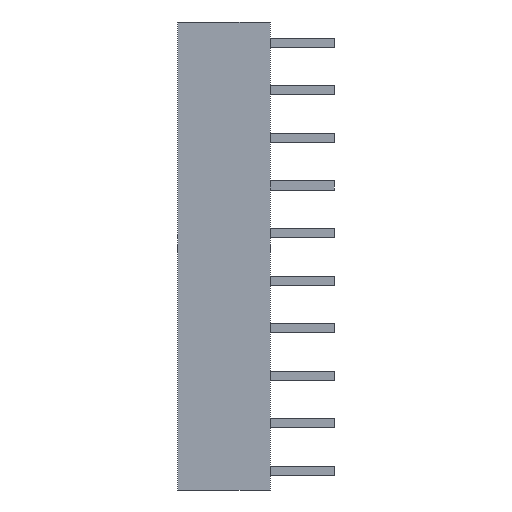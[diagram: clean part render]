
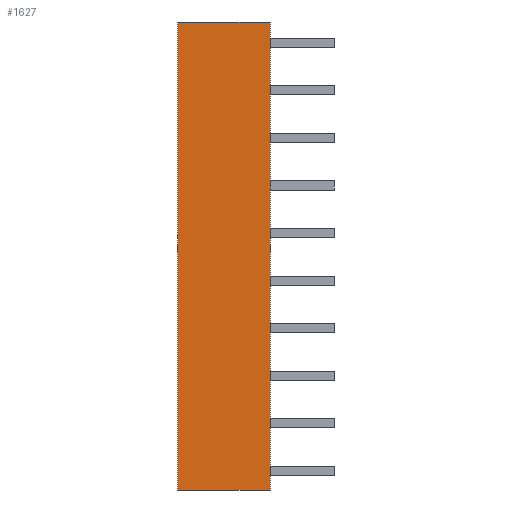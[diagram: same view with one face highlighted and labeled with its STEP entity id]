
A CAD part, left-side view. The second image highlights one B-rep face of the part: STEP entity #1627.
In plain terms, the highlighted planar face has unit normal (-1, 0, 0).
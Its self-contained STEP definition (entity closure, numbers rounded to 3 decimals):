
#4 = ORIENTED_EDGE ( 'NONE', *, *, #342, .F. ) ;
#8 = EDGE_CURVE ( 'NONE', #1752, #658, #263, .T. ) ;
#55 = VERTEX_POINT ( 'NONE', #1741 ) ;
#103 = DIRECTION ( 'NONE',  ( 0., 0., -1. ) ) ;
#200 = CARTESIAN_POINT ( 'NONE',  ( -1.08, 0., 0. ) ) ;
#263 = LINE ( 'NONE', #1449, #1703 ) ;
#342 = EDGE_CURVE ( 'NONE', #970, #1752, #1545, .T. ) ;
#468 = EDGE_CURVE ( 'NONE', #658, #55, #919, .T. ) ;
#510 = CARTESIAN_POINT ( 'NONE',  ( -1.08, 0., 0. ) ) ;
#624 = ORIENTED_EDGE ( 'NONE', *, *, #468, .F. ) ;
#658 = VERTEX_POINT ( 'NONE', #200 ) ;
#784 = VECTOR ( 'NONE', #1360, 1000. ) ;
#919 = LINE ( 'NONE', #510, #1141 ) ;
#970 = VERTEX_POINT ( 'NONE', #1273 ) ;
#992 = DIRECTION ( 'NONE',  ( 0., 0., -1. ) ) ;
#1023 = AXIS2_PLACEMENT_3D ( 'NONE', #1712, #1338, #992 ) ;
#1053 = EDGE_LOOP ( 'NONE', ( #4, #2535, #624, #1996 ) ) ;
#1119 = EDGE_CURVE ( 'NONE', #55, #970, #1742, .T. ) ;
#1141 = VECTOR ( 'NONE', #1311, 1000. ) ;
#1191 = DIRECTION ( 'NONE',  ( 0., -1., 0. ) ) ;
#1273 = CARTESIAN_POINT ( 'NONE',  ( -1.08, 4.95, 24.99 ) ) ;
#1289 = FACE_OUTER_BOUND ( 'NONE', #1053, .T. ) ;
#1311 = DIRECTION ( 'NONE',  ( 0., 1., 0. ) ) ;
#1338 = DIRECTION ( 'NONE',  ( 1., 0., 0. ) ) ;
#1360 = DIRECTION ( 'NONE',  ( 0., 0., 1. ) ) ;
#1449 = CARTESIAN_POINT ( 'NONE',  ( -1.08, 0., 24.99 ) ) ;
#1545 = LINE ( 'NONE', #1959, #2383 ) ;
#1627 = ADVANCED_FACE ( 'NONE', ( #1289 ), #2506, .F. ) ;
#1703 = VECTOR ( 'NONE', #103, 1000. ) ;
#1712 = CARTESIAN_POINT ( 'NONE',  ( -1.08, 0., 0. ) ) ;
#1741 = CARTESIAN_POINT ( 'NONE',  ( -1.08, 4.95, 0. ) ) ;
#1742 = LINE ( 'NONE', #1952, #784 ) ;
#1752 = VERTEX_POINT ( 'NONE', #2006 ) ;
#1952 = CARTESIAN_POINT ( 'NONE',  ( -1.08, 4.95, 0. ) ) ;
#1959 = CARTESIAN_POINT ( 'NONE',  ( -1.08, 4.95, 24.99 ) ) ;
#1996 = ORIENTED_EDGE ( 'NONE', *, *, #8, .F. ) ;
#2006 = CARTESIAN_POINT ( 'NONE',  ( -1.08, 0., 24.99 ) ) ;
#2383 = VECTOR ( 'NONE', #1191, 1000. ) ;
#2506 = PLANE ( 'NONE',  #1023 ) ;
#2535 = ORIENTED_EDGE ( 'NONE', *, *, #1119, .F. ) ;
